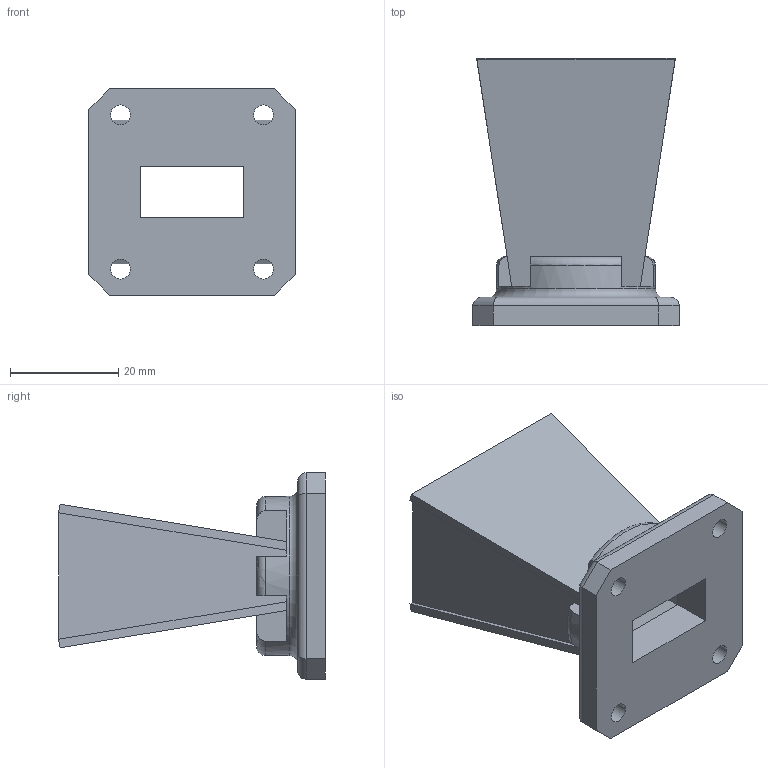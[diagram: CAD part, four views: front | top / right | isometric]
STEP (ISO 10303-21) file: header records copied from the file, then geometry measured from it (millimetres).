
FILE_DESCRIPTION (( 'STEP AP214' ), '1' );
FILE_NAME ('PE9855B-10_3D.STEP', '2021-02-02T14:47:44', ( '' ), ( '' ), 'SwSTEP 2.0', 'SolidWorks 2018', '' );
FILE_SCHEMA (( 'AUTOMOTIVE_DESIGN' ));
Length unit declared in the file: inch
Products named in the file (1): PE9855B-10_3D
Bounding box: 38.1 x 49.28 x 38.1 mm (x, y, z)
Volume: 14919.4 mm3; surface area: 11930.6 mm2
Topology: 1 solids, 1 shells, 68 faces, 177 edges, 111 vertices
Faces by surface type: plane 50, cylinder 13, torus 5
Full cylindrical faces by diameter (mm): 3.658 x4, 29.362 x1
Entity records: 2144 total; most frequent: CARTESIAN_POINT 477, ORIENTED_EDGE 340, DIRECTION 314, EDGE_CURVE 170, VECTOR 132, LINE 132, VERTEX_POINT 110, AXIS2_PLACEMENT_3D 91
